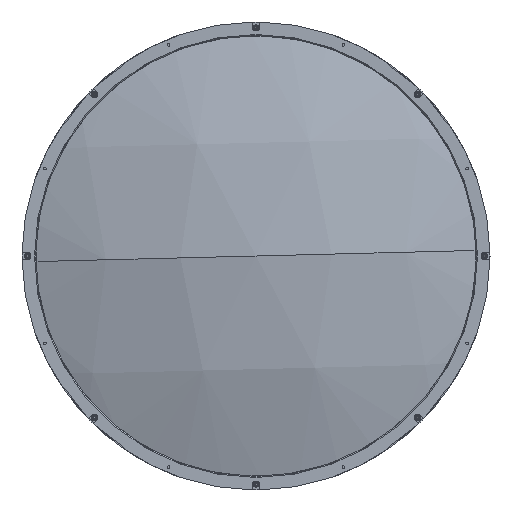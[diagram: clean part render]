
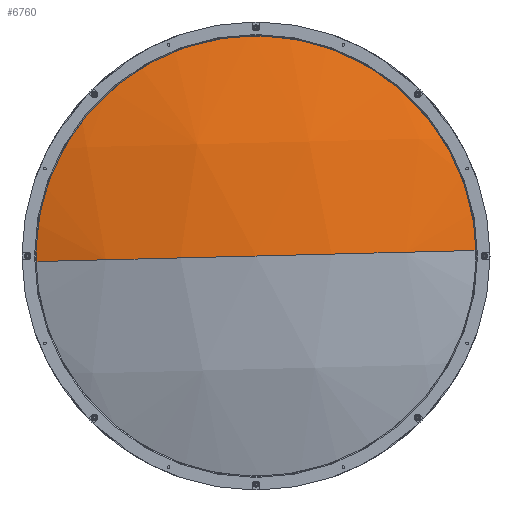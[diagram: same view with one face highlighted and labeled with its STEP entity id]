
A CAD part, left-side view. The second image highlights one B-rep face of the part: STEP entity #6760.
In plain terms, the highlighted spherical face has radius 625 mm.
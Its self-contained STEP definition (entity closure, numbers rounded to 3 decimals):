
#265 = CARTESIAN_POINT ( 'NONE',  ( 31.576, -204.935, 5.173 ) ) ;
#414 = DIRECTION ( 'NONE',  ( 0., -1., 0.025 ) ) ;
#884 = DIRECTION ( 'NONE',  ( 0., -0.025, -1. ) ) ;
#961 = DIRECTION ( 'NONE',  ( 0., -1., 0.025 ) ) ;
#1123 = AXIS2_PLACEMENT_3D ( 'NONE', #12528, #13818, #15322 ) ;
#1946 = VERTEX_POINT ( 'NONE', #17009 ) ;
#2371 = DIRECTION ( 'NONE',  ( 0., 1., -0.025 ) ) ;
#2392 = CIRCLE ( 'NONE', #1123, 205. ) ;
#3762 = AXIS2_PLACEMENT_3D ( 'NONE', #8345, #13716, #961 ) ;
#3782 = EDGE_CURVE ( 'NONE', #9174, #14247, #7849, .T. ) ;
#3848 = ORIENTED_EDGE ( 'NONE', *, *, #6691, .T. ) ;
#4850 = AXIS2_PLACEMENT_3D ( 'NONE', #16264, #8316, #414 ) ;
#5070 = SPHERICAL_SURFACE ( 'NONE', #3762, 625. ) ;
#5706 = ORIENTED_EDGE ( 'NONE', *, *, #11041, .T. ) ;
#6691 = EDGE_CURVE ( 'NONE', #9174, #1946, #2392, .T. ) ;
#6760 = ADVANCED_FACE ( 'NONE', ( #11676 ), #5070, .T. ) ;
#7054 = ORIENTED_EDGE ( 'NONE', *, *, #3782, .F. ) ;
#7849 = CIRCLE ( 'NONE', #12932, 625. ) ;
#8316 = DIRECTION ( 'NONE',  ( 0., 0.025, 1. ) ) ;
#8345 = CARTESIAN_POINT ( 'NONE',  ( 622., 0., 0. ) ) ;
#9174 = VERTEX_POINT ( 'NONE', #265 ) ;
#9948 = CARTESIAN_POINT ( 'NONE',  ( 622., 0., 0. ) ) ;
#10104 = CIRCLE ( 'NONE', #4850, 625. ) ;
#11041 = EDGE_CURVE ( 'NONE', #1946, #14247, #10104, .T. ) ;
#11676 = FACE_OUTER_BOUND ( 'NONE', #15199, .T. ) ;
#12528 = CARTESIAN_POINT ( 'NONE',  ( 31.576, 0., 0. ) ) ;
#12932 = AXIS2_PLACEMENT_3D ( 'NONE', #9948, #884, #2371 ) ;
#13195 = CARTESIAN_POINT ( 'NONE',  ( -3., 0., 0. ) ) ;
#13716 = DIRECTION ( 'NONE',  ( 0., 0.025, 1. ) ) ;
#13818 = DIRECTION ( 'NONE',  ( -1., 0., 0. ) ) ;
#14247 = VERTEX_POINT ( 'NONE', #13195 ) ;
#15199 = EDGE_LOOP ( 'NONE', ( #3848, #5706, #7054 ) ) ;
#15322 = DIRECTION ( 'NONE',  ( 0., 0.025, 1. ) ) ;
#16264 = CARTESIAN_POINT ( 'NONE',  ( 622., 0., 0. ) ) ;
#17009 = CARTESIAN_POINT ( 'NONE',  ( 31.576, 204.935, -5.173 ) ) ;
